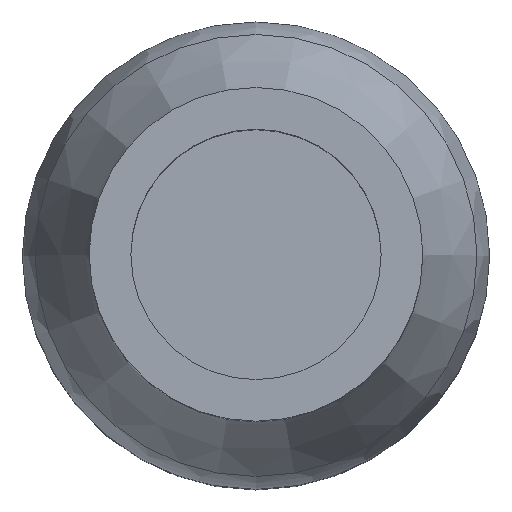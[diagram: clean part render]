
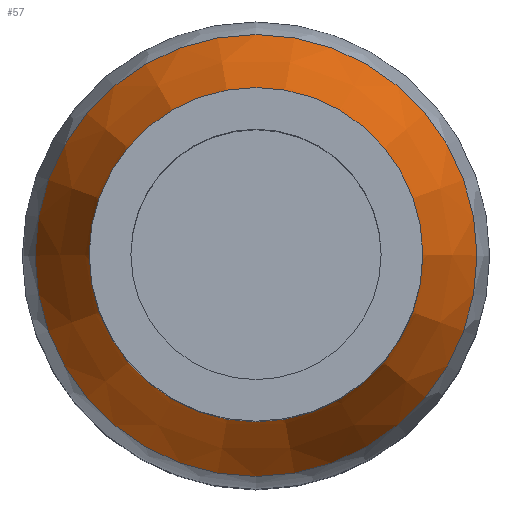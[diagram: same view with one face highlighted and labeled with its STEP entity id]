
A CAD part, top view. The second image highlights one B-rep face of the part: STEP entity #57.
In plain terms, the highlighted conical face has half-angle 22.46 degrees and reference radius 8.75 mm.
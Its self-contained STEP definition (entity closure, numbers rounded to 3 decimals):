
#57 = ADVANCED_FACE( '', ( #121, #122 ), #123, .T. );
#121 = FACE_OUTER_BOUND( '', #220, .T. );
#122 = FACE_BOUND( '', #221, .T. );
#123 = CONICAL_SURFACE( '', #222, 8.75, 0.392 );
#220 = EDGE_LOOP( '', ( #328 ) );
#221 = EDGE_LOOP( '', ( #329 ) );
#222 = AXIS2_PLACEMENT_3D( '', #330, #331, #332 );
#328 = ORIENTED_EDGE( '', *, *, #380, .F. );
#329 = ORIENTED_EDGE( '', *, *, #381, .T. );
#330 = CARTESIAN_POINT( '', ( 0., 0., 55.657 ) );
#331 = DIRECTION( '', ( 0., 0., -1. ) );
#332 = DIRECTION( '', ( -1., 0., 0. ) );
#380 = EDGE_CURVE( '', #420, #420, #421, .T. );
#381 = EDGE_CURVE( '', #422, #422, #423, .T. );
#420 = VERTEX_POINT( '', #463 );
#421 = CIRCLE( '', #464, 13.241 );
#422 = VERTEX_POINT( '', #465 );
#423 = CIRCLE( '', #466, 8.75 );
#463 = CARTESIAN_POINT( '', ( -13.241, 0., 44.792 ) );
#464 = AXIS2_PLACEMENT_3D( '', #507, #508, #509 );
#465 = CARTESIAN_POINT( '', ( -8.75, 0., 55.657 ) );
#466 = AXIS2_PLACEMENT_3D( '', #510, #511, #512 );
#507 = CARTESIAN_POINT( '', ( 0., 0., 44.792 ) );
#508 = DIRECTION( '', ( 0., 0., -1. ) );
#509 = DIRECTION( '', ( -1., 0., 0. ) );
#510 = CARTESIAN_POINT( '', ( 0., 0., 55.657 ) );
#511 = DIRECTION( '', ( 0., 0., -1. ) );
#512 = DIRECTION( '', ( -1., 0., 0. ) );
